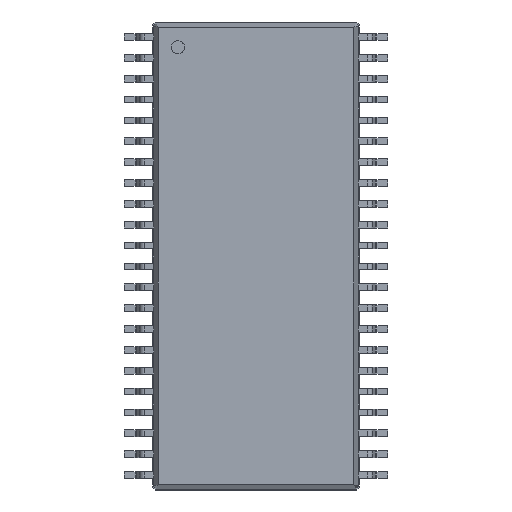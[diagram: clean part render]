
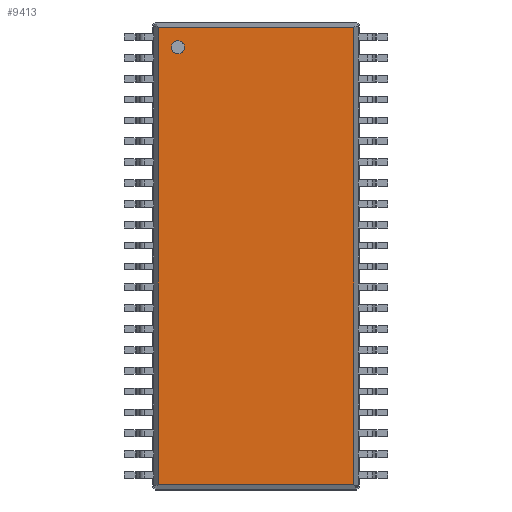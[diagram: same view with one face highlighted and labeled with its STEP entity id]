
A CAD part, top view. The second image highlights one B-rep face of the part: STEP entity #9413.
In plain terms, the highlighted planar face has unit normal (0, 0, 1).
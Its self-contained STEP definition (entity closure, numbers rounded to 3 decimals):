
#13=DIRECTION('',(0.,0.,1.));
#27=VECTOR('',#28,1.);
#28=DIRECTION('',(1.,0.,0.));
#51=VECTOR('',#52,1.);
#52=DIRECTION('',(0.707,-0.707,0.));
#58=VECTOR('',#59,1.);
#59=DIRECTION('',(0.,-1.,0.));
#65=VECTOR('',#66,1.);
#66=DIRECTION('',(-0.707,-0.707,0.));
#72=VECTOR('',#73,1.);
#73=DIRECTION('',(-1.,0.,0.));
#79=VECTOR('',#80,1.);
#80=DIRECTION('',(-0.707,0.707,0.));
#86=VECTOR('',#87,1.);
#87=DIRECTION('',(0.,1.,0.));
#91=VECTOR('',#92,1.);
#92=DIRECTION('',(0.707,0.707,0.));
#2629=VERTEX_POINT('',#2630);
#2630=CARTESIAN_POINT('',(-5.96,13.905,2.79));
#2632=ORIENTED_EDGE('',*,*,#2633,.F.);
#2633=EDGE_CURVE('',#2634,#2629,#2636,.T.);
#2634=VERTEX_POINT('',#2635);
#2635=CARTESIAN_POINT('',(-5.96,-13.905,2.79));
#2636=LINE('',#2635,#86);
#2647=VERTEX_POINT('',#2648);
#2648=CARTESIAN_POINT('',(-5.955,13.91,2.79));
#2650=ORIENTED_EDGE('',*,*,#2651,.F.);
#2651=EDGE_CURVE('',#2629,#2647,#2652,.T.);
#2652=LINE('',#2630,#91);
#2661=VERTEX_POINT('',#2662);
#2662=CARTESIAN_POINT('',(5.955,13.91,2.79));
#2664=ORIENTED_EDGE('',*,*,#2665,.F.);
#2665=EDGE_CURVE('',#2647,#2661,#2666,.T.);
#2666=LINE('',#2648,#27);
#2675=VERTEX_POINT('',#2676);
#2676=CARTESIAN_POINT('',(5.96,13.905,2.79));
#2678=ORIENTED_EDGE('',*,*,#2679,.F.);
#2679=EDGE_CURVE('',#2661,#2675,#2680,.T.);
#2680=LINE('',#2662,#51);
#2865=VERTEX_POINT('',#2866);
#2866=CARTESIAN_POINT('',(5.96,-13.905,2.79));
#2868=ORIENTED_EDGE('',*,*,#2869,.F.);
#2869=EDGE_CURVE('',#2675,#2865,#2870,.T.);
#2870=LINE('',#2676,#58);
#9413=ADVANCED_FACE('',(#9414,#9429),#9439,.T.);
#9414=FACE_BOUND('',#9415,.T.);
#9415=EDGE_LOOP('',(#2664,#2650,#2632,#9416,#9421,#9426,#2868,#2678));
#9416=ORIENTED_EDGE('',*,*,#9417,.F.);
#9417=EDGE_CURVE('',#9418,#2634,#9420,.T.);
#9418=VERTEX_POINT('',#9419);
#9419=CARTESIAN_POINT('',(-5.955,-13.91,2.79));
#9420=LINE('',#9419,#79);
#9421=ORIENTED_EDGE('',*,*,#9422,.F.);
#9422=EDGE_CURVE('',#9423,#9418,#9425,.T.);
#9423=VERTEX_POINT('',#9424);
#9424=CARTESIAN_POINT('',(5.955,-13.91,2.79));
#9425=LINE('',#9424,#72);
#9426=ORIENTED_EDGE('',*,*,#9427,.F.);
#9427=EDGE_CURVE('',#2865,#9423,#9428,.T.);
#9428=LINE('',#2866,#65);
#9429=FACE_BOUND('',#9430,.T.);
#9430=EDGE_LOOP('',(#9431));
#9431=ORIENTED_EDGE('',*,*,#9432,.T.);
#9432=EDGE_CURVE('',#9433,#9433,#9435,.T.);
#9433=VERTEX_POINT('',#9434);
#9434=CARTESIAN_POINT('',(-4.76,12.31,2.79));
#9435=CIRCLE('',#9436,0.4);
#9436=AXIS2_PLACEMENT_3D('',#9437,#9438,#59);
#9437=CARTESIAN_POINT('',(-4.76,12.71,2.79));
#9438=DIRECTION('',(0.,-0.,-1.));
#9439=PLANE('',#9440);
#9440=AXIS2_PLACEMENT_3D('',#2648,#13,#9441);
#9441=DIRECTION('',(0.394,-0.919,0.));
